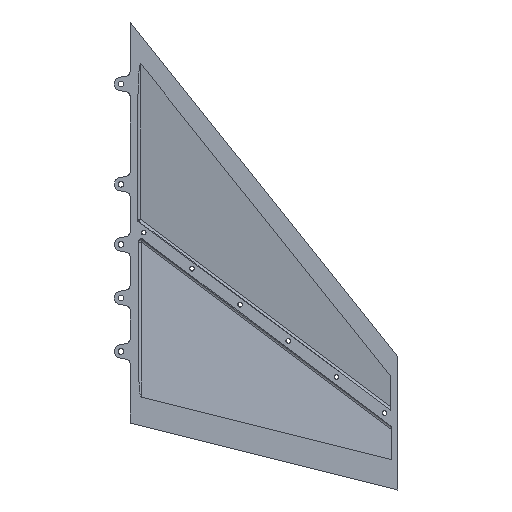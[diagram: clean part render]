
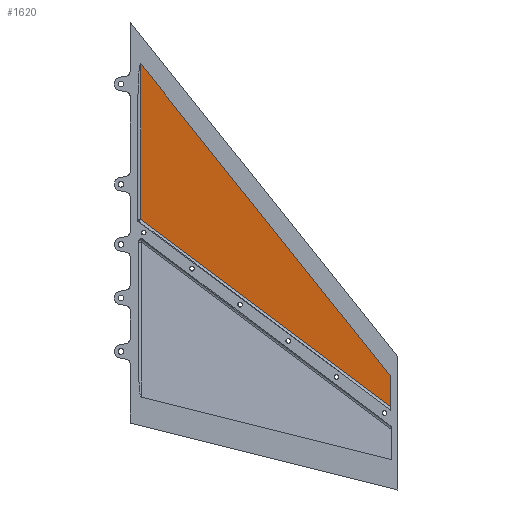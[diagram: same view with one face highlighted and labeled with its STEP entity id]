
A CAD part, top view. The second image highlights one B-rep face of the part: STEP entity #1620.
In plain terms, the highlighted planar face has unit normal (-0.087, -0.07, 0.994).
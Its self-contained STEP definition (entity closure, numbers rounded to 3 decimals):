
#1505=CARTESIAN_POINT('Vertex',(194.889,-137.67,-1.575)) ;
#1512=CARTESIAN_POINT('Vertex',(194.889,-115.173,0.)) ;
#1515=CARTESIAN_POINT('Line Origine',(194.889,-126.421,-0.787)) ;
#1590=CARTESIAN_POINT('Axis2P3D Location',(0.815,0.621,-8.876)) ;
#1595=CARTESIAN_POINT('Line Origine',(101.364,-67.526,-4.848)) ;
#1599=CARTESIAN_POINT('Vertex',(7.839,2.617,-8.121)) ;
#1602=CARTESIAN_POINT('Line Origine',(101.364,1.732,0.)) ;
#1606=CARTESIAN_POINT('Vertex',(7.839,118.638,0.)) ;
#1609=CARTESIAN_POINT('Line Origine',(7.839,60.628,-4.061)) ;
#1516=DIRECTION('Vector Direction',(0.,0.998,0.07)) ;
#1591=DIRECTION('Axis2P3D Direction',(0.087,0.07,-0.994)) ;
#1592=DIRECTION('Axis2P3D XDirection',(0.605,-0.796,-0.003)) ;
#1596=DIRECTION('Vector Direction',(0.8,-0.6,0.028)) ;
#1603=DIRECTION('Vector Direction',(0.625,-0.781,0.)) ;
#1610=DIRECTION('Vector Direction',(0.,-0.998,-0.07)) ;
#1593=AXIS2_PLACEMENT_3D('Plane Axis2P3D',#1590,#1591,#1592) ;
#1615=ORIENTED_EDGE('',*,*,#1601,.T.) ;
#1616=ORIENTED_EDGE('',*,*,#1519,.F.) ;
#1617=ORIENTED_EDGE('',*,*,#1608,.F.) ;
#1618=ORIENTED_EDGE('',*,*,#1613,.T.) ;
#1517=VECTOR('Line Direction',#1516,1.) ;
#1597=VECTOR('Line Direction',#1596,1.) ;
#1604=VECTOR('Line Direction',#1603,1.) ;
#1611=VECTOR('Line Direction',#1610,1.) ;
#1620=ADVANCED_FACE('Corps principal',(#1619),#1594,.F.) ;
#1519=EDGE_CURVE('',#1513,#1506,#1518,.F.) ;
#1601=EDGE_CURVE('',#1600,#1506,#1598,.T.) ;
#1608=EDGE_CURVE('',#1607,#1513,#1605,.T.) ;
#1613=EDGE_CURVE('',#1607,#1600,#1612,.T.) ;
#1614=EDGE_LOOP('',(#1615,#1616,#1617,#1618)) ;
#1619=FACE_OUTER_BOUND('',#1614,.T.) ;
#1518=LINE('Line',#1515,#1517) ;
#1598=LINE('Line',#1595,#1597) ;
#1605=LINE('Line',#1602,#1604) ;
#1612=LINE('Line',#1609,#1611) ;
#1594=PLANE('',#1593) ;
#1506=VERTEX_POINT('',#1505) ;
#1513=VERTEX_POINT('',#1512) ;
#1600=VERTEX_POINT('',#1599) ;
#1607=VERTEX_POINT('',#1606) ;
